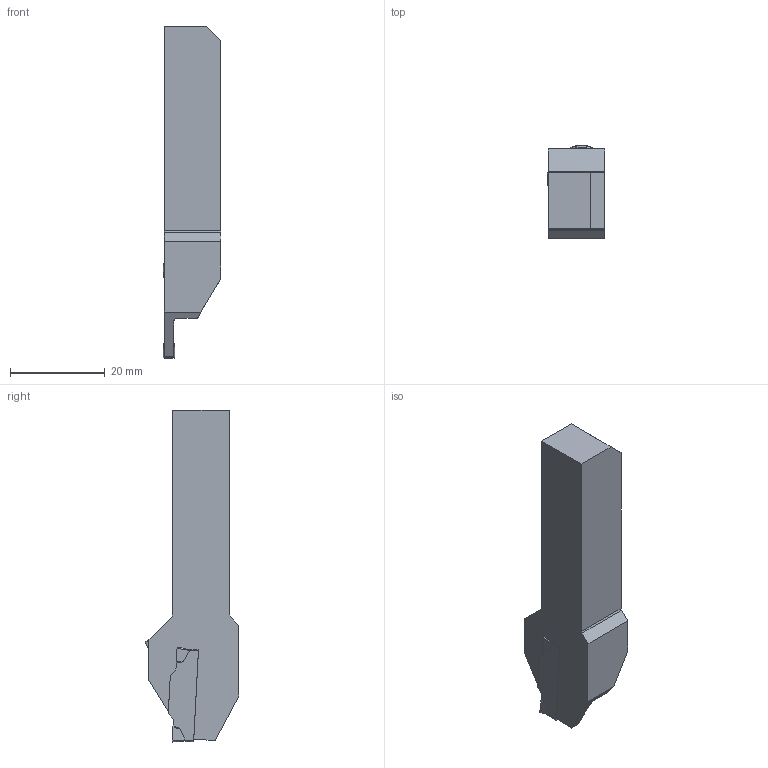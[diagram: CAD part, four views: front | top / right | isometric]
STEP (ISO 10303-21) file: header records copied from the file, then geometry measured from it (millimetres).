
FILE_DESCRIPTION(/* description */ (''),/* implementation_level */ '2;1');
FILE_NAME(/* name */ '1615636268469.stp',/* time_stamp */ '2021-03-13T17:21:33+06:00',/* author */ (''),/* organization */ ('SMS'),/* preprocessor_version */ 'ST-DEVELOPER v16.7',/* originating_system */ 'SIEMENS PLM Software NX 12.0',/* authorisation */ '');
FILE_SCHEMA (('AUTOMOTIVE_DESIGN { 1 0 10303 214 3 1 1 1 }'));
Length unit declared in the file: millimetre
Products named in the file (4): ASSEMBLY_CONSTRUCTION; 201539461mod000_00; 203381247mod000_00; 203381249mod000_00
Assembly tree (3 placements, depth 2):
  203381249mod000_00
    203381247mod000_00
    201539461mod000_00
    ASSEMBLY_CONSTRUCTION
Bounding box: 12.17 x 19.72 x 70 mm (x, y, z)
Volume: 9047.2 mm3; surface area: 3804.4 mm2
Topology: 2 solids, 2 shells, 97 faces, 267 edges, 182 vertices
Faces by surface type: plane 53, cylinder 29, cone 7, extrusion 6, torus 2
Entity records: 3623 total; most frequent: CARTESIAN_POINT 1041, ORIENTED_EDGE 528, DIRECTION 476, EDGE_CURVE 264, VERTEX_POINT 173, VECTOR 162, AXIS2_PLACEMENT_3D 157, LINE 156
